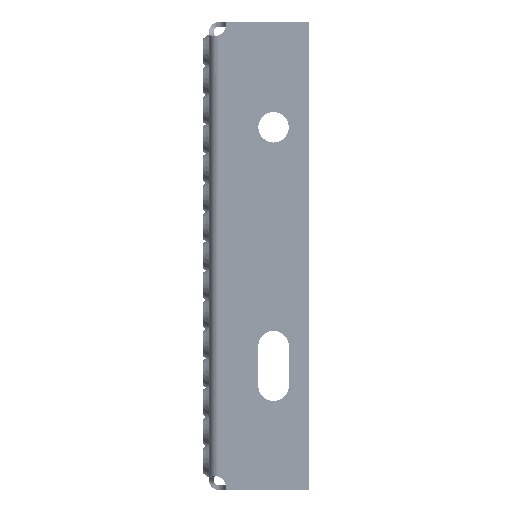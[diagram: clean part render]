
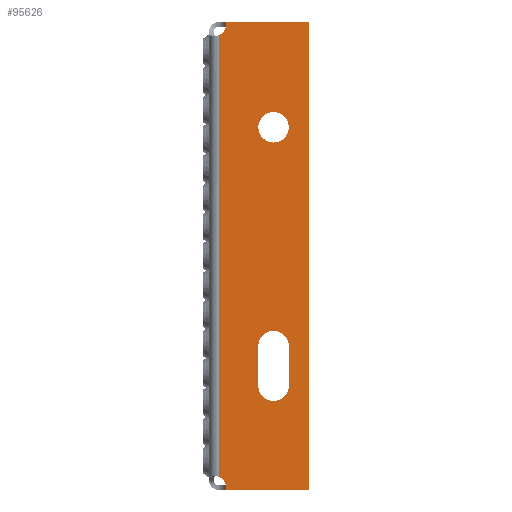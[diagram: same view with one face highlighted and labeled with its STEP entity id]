
A CAD part, left-side view. The second image highlights one B-rep face of the part: STEP entity #95626.
In plain terms, the highlighted planar face has unit normal (-1, 0, 0).
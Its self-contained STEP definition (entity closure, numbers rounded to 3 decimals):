
#5240 = CARTESIAN_POINT ( 'NONE',  ( -400., -27.498, 55. ) ) ;
#7454 = CARTESIAN_POINT ( 'NONE',  ( -400., -2.288, -99. ) ) ;
#7511 = EDGE_CURVE ( 'NONE', #176552, #127377, #92211, .T. ) ;
#9329 = VECTOR ( 'NONE', #146009, 1000. ) ;
#13467 = AXIS2_PLACEMENT_3D ( 'NONE', #73862, #172407, #88024 ) ;
#13772 = DIRECTION ( 'NONE',  ( -1., 0., 0. ) ) ;
#16981 = ORIENTED_EDGE ( 'NONE', *, *, #108942, .T. ) ;
#17304 = VECTOR ( 'NONE', #62555, 1000. ) ;
#18659 = CARTESIAN_POINT ( 'NONE',  ( -400., -42.498, -100. ) ) ;
#18768 = VERTEX_POINT ( 'NONE', #178019 ) ;
#19403 = DIRECTION ( 'NONE',  ( 0., -1., 0. ) ) ;
#19437 = ORIENTED_EDGE ( 'NONE', *, *, #154468, .T. ) ;
#21639 = DIRECTION ( 'NONE',  ( 0., 0., 1. ) ) ;
#30385 = CARTESIAN_POINT ( 'NONE',  ( -400., -42.498, -100. ) ) ;
#30460 = VERTEX_POINT ( 'NONE', #162386 ) ;
#31645 = ORIENTED_EDGE ( 'NONE', *, *, #106978, .F. ) ;
#31680 = VERTEX_POINT ( 'NONE', #53528 ) ;
#32436 = AXIS2_PLACEMENT_3D ( 'NONE', #132002, #47564, #146098 ) ;
#33306 = CARTESIAN_POINT ( 'NONE',  ( -400., -7.187, -100. ) ) ;
#34540 = FACE_BOUND ( 'NONE', #68493, .T. ) ;
#36825 = LINE ( 'NONE', #95436, #107255 ) ;
#36942 = CARTESIAN_POINT ( 'NONE',  ( -400., -20.998, -99. ) ) ;
#38005 = ORIENTED_EDGE ( 'NONE', *, *, #7511, .F. ) ;
#38944 = EDGE_CURVE ( 'NONE', #167688, #18768, #170915, .T. ) ;
#39934 = CARTESIAN_POINT ( 'NONE',  ( -400., -33.998, -55.5 ) ) ;
#47564 = DIRECTION ( 'NONE',  ( 1., 0., 0. ) ) ;
#50348 = DIRECTION ( 'NONE',  ( -1., 0., 0. ) ) ;
#51877 = ORIENTED_EDGE ( 'NONE', *, *, #129976, .T. ) ;
#52181 = CARTESIAN_POINT ( 'NONE',  ( -400., -20.998, 55. ) ) ;
#53528 = CARTESIAN_POINT ( 'NONE',  ( -400., -33.998, -38.5 ) ) ;
#53815 = ORIENTED_EDGE ( 'NONE', *, *, #160441, .F. ) ;
#54266 = AXIS2_PLACEMENT_3D ( 'NONE', #134804, #50348, #148923 ) ;
#55105 = CIRCLE ( 'NONE', #86379, 6.5 ) ;
#55626 = CARTESIAN_POINT ( 'NONE',  ( -400., -2.288, -99. ) ) ;
#57912 = VERTEX_POINT ( 'NONE', #106605 ) ;
#58518 = VECTOR ( 'NONE', #89437, 1000. ) ;
#59613 = ORIENTED_EDGE ( 'NONE', *, *, #70037, .T. ) ;
#60777 = ORIENTED_EDGE ( 'NONE', *, *, #38944, .T. ) ;
#61610 = ORIENTED_EDGE ( 'NONE', *, *, #64878, .F. ) ;
#62555 = DIRECTION ( 'NONE',  ( 0., 0., 1. ) ) ;
#62612 = LINE ( 'NONE', #36942, #170589 ) ;
#62777 = ORIENTED_EDGE ( 'NONE', *, *, #68764, .F. ) ;
#63121 = FACE_BOUND ( 'NONE', #126657, .T. ) ;
#64442 = CARTESIAN_POINT ( 'NONE',  ( -400., -20.998, -38.5 ) ) ;
#64878 = EDGE_CURVE ( 'NONE', #65292, #116893, #62612, .T. ) ;
#65192 = DIRECTION ( 'NONE',  ( 0., 0., -1. ) ) ;
#65292 = VERTEX_POINT ( 'NONE', #64442 ) ;
#67759 = DIRECTION ( 'NONE',  ( 0., 1., 0. ) ) ;
#68493 = EDGE_LOOP ( 'NONE', ( #53815, #62777 ) ) ;
#68764 = EDGE_CURVE ( 'NONE', #144285, #147245, #55105, .T. ) ;
#70037 = EDGE_CURVE ( 'NONE', #176552, #57912, #171388, .T. ) ;
#72227 = AXIS2_PLACEMENT_3D ( 'NONE', #55626, #13772, #112310 ) ;
#72432 = CIRCLE ( 'NONE', #86601, 6.5 ) ;
#72542 = VERTEX_POINT ( 'NONE', #39934 ) ;
#73862 = CARTESIAN_POINT ( 'NONE',  ( -400., -27.498, 55. ) ) ;
#78014 = CIRCLE ( 'NONE', #32436, 5. ) ;
#82098 = CARTESIAN_POINT ( 'NONE',  ( -400., -27.498, -38.5 ) ) ;
#82749 = CARTESIAN_POINT ( 'NONE',  ( -400., -20.998, -55.5 ) ) ;
#86379 = AXIS2_PLACEMENT_3D ( 'NONE', #5240, #103729, #19403 ) ;
#86601 = AXIS2_PLACEMENT_3D ( 'NONE', #82098, #180656, #96247 ) ;
#86885 = ORIENTED_EDGE ( 'NONE', *, *, #167470, .F. ) ;
#88024 = DIRECTION ( 'NONE',  ( 0., -1., 0. ) ) ;
#89437 = DIRECTION ( 'NONE',  ( 0., 0., 1. ) ) ;
#92211 = LINE ( 'NONE', #175248, #17304 ) ;
#93637 = AXIS2_PLACEMENT_3D ( 'NONE', #7454, #105951, #21639 ) ;
#93744 = CIRCLE ( 'NONE', #54266, 6.5 ) ;
#95436 = CARTESIAN_POINT ( 'NONE',  ( -400., -42.498, 100. ) ) ;
#95626 = ADVANCED_FACE ( 'NONE', ( #63121, #34540, #146934 ), #140073, .T. ) ;
#96247 = DIRECTION ( 'NONE',  ( 0., -1., 0. ) ) ;
#103729 = DIRECTION ( 'NONE',  ( -1., 0., 0. ) ) ;
#105951 = DIRECTION ( 'NONE',  ( 1., 0., 0. ) ) ;
#106605 = CARTESIAN_POINT ( 'NONE',  ( -400., -7.187, -100. ) ) ;
#106978 = EDGE_CURVE ( 'NONE', #72542, #31680, #129521, .T. ) ;
#107255 = VECTOR ( 'NONE', #67759, 1000. ) ;
#108942 = EDGE_CURVE ( 'NONE', #30460, #127377, #78014, .T. ) ;
#112192 = CARTESIAN_POINT ( 'NONE',  ( -400., -33.998, 55. ) ) ;
#112310 = DIRECTION ( 'NONE',  ( 0., 0., 1. ) ) ;
#113024 = CARTESIAN_POINT ( 'NONE',  ( -400., -4., 94.302 ) ) ;
#116893 = VERTEX_POINT ( 'NONE', #82749 ) ;
#120333 = EDGE_CURVE ( 'NONE', #116893, #72542, #93744, .T. ) ;
#126657 = EDGE_LOOP ( 'NONE', ( #86885, #31645, #128940, #61610 ) ) ;
#127377 = VERTEX_POINT ( 'NONE', #113024 ) ;
#128940 = ORIENTED_EDGE ( 'NONE', *, *, #120333, .F. ) ;
#129521 = LINE ( 'NONE', #145441, #162539 ) ;
#129976 = EDGE_CURVE ( 'NONE', #57912, #167688, #154760, .T. ) ;
#131342 = DIRECTION ( 'NONE',  ( 0., 0., 1. ) ) ;
#132002 = CARTESIAN_POINT ( 'NONE',  ( -400., -2.288, 99. ) ) ;
#134804 = CARTESIAN_POINT ( 'NONE',  ( -400., -27.498, -55.5 ) ) ;
#140073 = PLANE ( 'NONE',  #72227 ) ;
#144285 = VERTEX_POINT ( 'NONE', #112192 ) ;
#145441 = CARTESIAN_POINT ( 'NONE',  ( -400., -33.998, -99. ) ) ;
#146009 = DIRECTION ( 'NONE',  ( 0., -1., 0. ) ) ;
#146098 = DIRECTION ( 'NONE',  ( 0., 0., 1. ) ) ;
#146934 = FACE_OUTER_BOUND ( 'NONE', #179702, .T. ) ;
#147245 = VERTEX_POINT ( 'NONE', #52181 ) ;
#148923 = DIRECTION ( 'NONE',  ( 0., -1., 0. ) ) ;
#153879 = CARTESIAN_POINT ( 'NONE',  ( -400., -4., -94.302 ) ) ;
#154468 = EDGE_CURVE ( 'NONE', #18768, #30460, #36825, .T. ) ;
#154760 = LINE ( 'NONE', #33306, #9329 ) ;
#160360 = CIRCLE ( 'NONE', #13467, 6.5 ) ;
#160441 = EDGE_CURVE ( 'NONE', #147245, #144285, #160360, .T. ) ;
#162386 = CARTESIAN_POINT ( 'NONE',  ( -400., -7.187, 100. ) ) ;
#162539 = VECTOR ( 'NONE', #131342, 1000. ) ;
#167470 = EDGE_CURVE ( 'NONE', #31680, #65292, #72432, .T. ) ;
#167688 = VERTEX_POINT ( 'NONE', #30385 ) ;
#170589 = VECTOR ( 'NONE', #65192, 1000. ) ;
#170915 = LINE ( 'NONE', #18659, #58518 ) ;
#171388 = CIRCLE ( 'NONE', #93637, 5. ) ;
#172407 = DIRECTION ( 'NONE',  ( -1., 0., 0. ) ) ;
#175248 = CARTESIAN_POINT ( 'NONE',  ( -400., -4., -99. ) ) ;
#176552 = VERTEX_POINT ( 'NONE', #153879 ) ;
#178019 = CARTESIAN_POINT ( 'NONE',  ( -400., -42.498, 100. ) ) ;
#179702 = EDGE_LOOP ( 'NONE', ( #38005, #59613, #51877, #60777, #19437, #16981 ) ) ;
#180656 = DIRECTION ( 'NONE',  ( -1., 0., 0. ) ) ;
